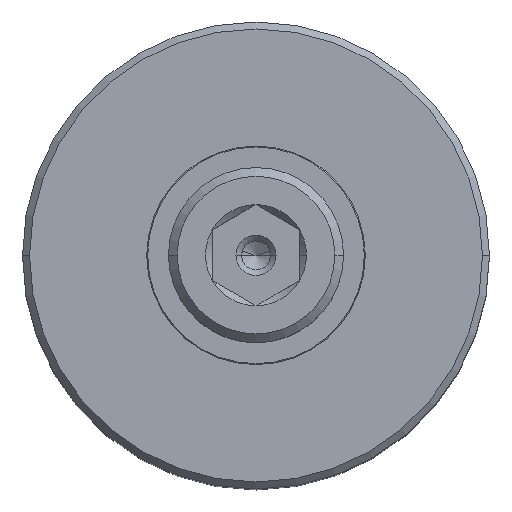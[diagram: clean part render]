
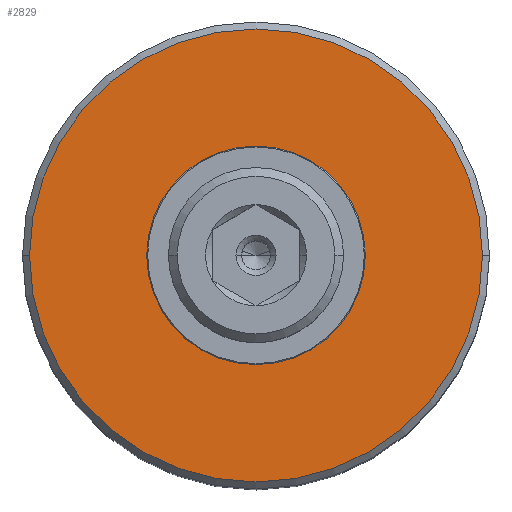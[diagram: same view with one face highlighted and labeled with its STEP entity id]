
A CAD part, top view. The second image highlights one B-rep face of the part: STEP entity #2829.
In plain terms, the highlighted planar face has unit normal (0, 0, 1).
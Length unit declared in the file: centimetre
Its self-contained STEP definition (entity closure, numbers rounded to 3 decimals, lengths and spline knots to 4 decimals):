
#210 = CARTESIAN_POINT ( 'NONE',  ( 0., 0., 3.175 ) ) ;
#211 = DIRECTION ( 'NONE',  ( 0., 0., -1. ) ) ;
#212 = DIRECTION ( 'NONE',  ( -1., 0., 0. ) ) ;
#758 = ORIENTED_EDGE ( 'NONE', *, *, #1870, .F. ) ;
#759 = ORIENTED_EDGE ( 'NONE', *, *, #1988, .F. ) ;
#767 = ORIENTED_EDGE ( 'NONE', *, *, #1986, .T. ) ;
#768 = ORIENTED_EDGE ( 'NONE', *, *, #971, .T. ) ;
#885 = DIRECTION ( 'NONE',  ( 1., 0., 0. ) ) ;
#886 = DIRECTION ( 'NONE',  ( 0., 0., -1. ) ) ;
#887 = CARTESIAN_POINT ( 'NONE',  ( 0., 0., 3.175 ) ) ;
#955 = AXIS2_PLACEMENT_3D ( 'NONE', #887, #886, #885 ) ;
#971 = EDGE_CURVE ( 'NONE', #1759, #1746, #2025, .T. ) ;
#1348 = CARTESIAN_POINT ( 'NONE',  ( -0.3556, 0., 3.175 ) ) ;
#1355 = CARTESIAN_POINT ( 'NONE',  ( 0.3556, 0., 3.175 ) ) ;
#1363 = CARTESIAN_POINT ( 'NONE',  ( -1.2319, 0., 3.175 ) ) ;
#1380 = CARTESIAN_POINT ( 'NONE',  ( 1.2319, 0., 3.175 ) ) ;
#1728 = EDGE_LOOP ( 'NONE', ( #768, #767 ) ) ;
#1746 = VERTEX_POINT ( 'NONE', #1348 ) ;
#1759 = VERTEX_POINT ( 'NONE', #1355 ) ;
#1768 = VERTEX_POINT ( 'NONE', #1363 ) ;
#1777 = EDGE_LOOP ( 'NONE', ( #758, #759 ) ) ;
#1788 = VERTEX_POINT ( 'NONE', #1380 ) ;
#1870 = EDGE_CURVE ( 'NONE', #1768, #1788, #2408, .T. ) ;
#1986 = EDGE_CURVE ( 'NONE', #1746, #1759, #2554, .T. ) ;
#1988 = EDGE_CURVE ( 'NONE', #1788, #1768, #2556, .T. ) ;
#2025 = CIRCLE ( 'NONE', #955, 0.3556 ) ;
#2264 = CARTESIAN_POINT ( 'NONE',  ( 0., 0., 3.175 ) ) ;
#2265 = DIRECTION ( 'NONE',  ( 0., 0., -1. ) ) ;
#2266 = DIRECTION ( 'NONE',  ( 1., 0., 0. ) ) ;
#2273 = CARTESIAN_POINT ( 'NONE',  ( 0., 0., 3.175 ) ) ;
#2274 = DIRECTION ( 'NONE',  ( 0., 0., -1. ) ) ;
#2275 = DIRECTION ( 'NONE',  ( -1., 0., 0. ) ) ;
#2290 = CARTESIAN_POINT ( 'NONE',  ( 0., 0., 3.175 ) ) ;
#2293 = PLANE ( 'NONE',  #2946 ) ;
#2295 = DIRECTION ( 'NONE',  ( 0., 0., 1. ) ) ;
#2296 = DIRECTION ( 'NONE',  ( 1., 0., 0. ) ) ;
#2408 = CIRCLE ( 'NONE', #2686, 1.2319 ) ;
#2554 = CIRCLE ( 'NONE', #2622, 0.3556 ) ;
#2556 = CIRCLE ( 'NONE', #2960, 1.2319 ) ;
#2562 = FACE_OUTER_BOUND ( 'NONE', #1777, .T. ) ;
#2570 = FACE_BOUND ( 'NONE', #1728, .T. ) ;
#2622 = AXIS2_PLACEMENT_3D ( 'NONE', #2264, #2265, #2266 ) ;
#2686 = AXIS2_PLACEMENT_3D ( 'NONE', #210, #211, #212 ) ;
#2829 = ADVANCED_FACE ( 'NONE', ( #2562, #2570 ), #2293, .T. ) ;
#2946 = AXIS2_PLACEMENT_3D ( 'NONE', #2290, #2295, #2296 ) ;
#2960 = AXIS2_PLACEMENT_3D ( 'NONE', #2273, #2274, #2275 ) ;
